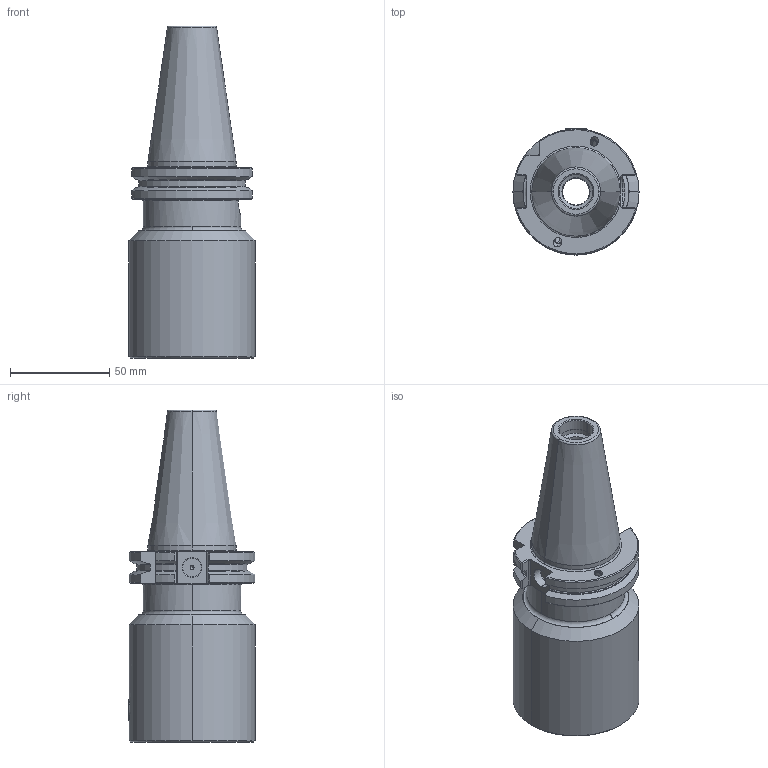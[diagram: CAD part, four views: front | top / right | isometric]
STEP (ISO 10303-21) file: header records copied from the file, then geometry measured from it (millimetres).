
FILE_DESCRIPTION(('no description'),'unknown implementation level');
FILE_NAME('DF8FFE96-BA31-4578-A764-781090AF6D5D_export.stp',' ',('CIMSOURCE GmbH'),('CADClick - KiM GmbH - www.kimweb.de'),'unknown preprocess','ACIS','unknown authorization');
FILE_SCHEMA(('automotive_design'));
Length unit declared in the file: millimetre
Products named in the file (2): 323.722 Kaiser SK40 VBD X CKS6 X 130B|690.436 Kaiser ETL M12 X 18 CK6;Schnitt-Linear austragen2; 323.722 Kaiser SK40 VBD X CKS6 X 130B|323.722 Kaiser SK40 VBD X CKS6 X 130B;Rotation1
Bounding box: 63.5 x 63.53 x 167.25 mm (x, y, z)
Volume: 264695.1 mm3; surface area: 46975 mm2
Topology: 2 solids, 2 shells, 214 faces, 523 edges, 321 vertices
Faces by surface type: plane 73, cylinder 65, cone 56, torus 20
Entity records: 12624 total; most frequent: CARTESIAN_POINT 1651, DIRECTION 1070, STYLED_ITEM 1056, PRESENTATION_STYLE_ASSIGNMENT 1056, COLOUR_RGB 1056, ORIENTED_EDGE 1038, EDGE_CURVE 519, CURVE_STYLE 519
